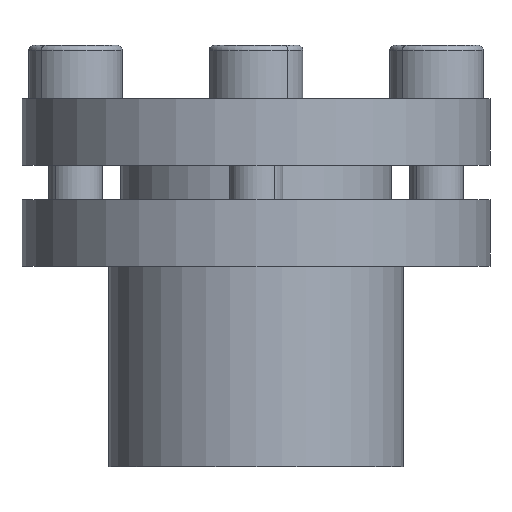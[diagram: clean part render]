
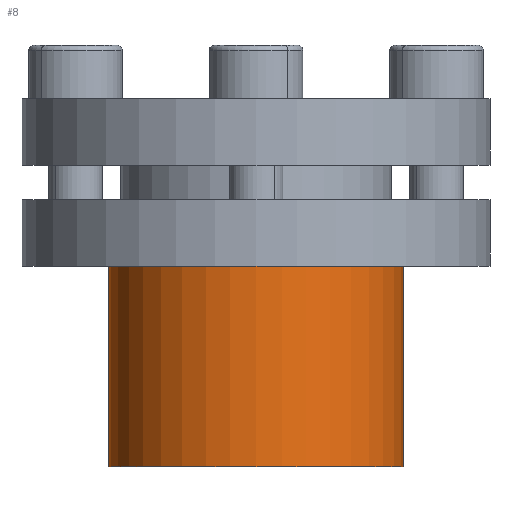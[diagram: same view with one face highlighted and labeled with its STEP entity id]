
A CAD part, front view. The second image highlights one B-rep face of the part: STEP entity #8.
In plain terms, the highlighted cylindrical face has radius 11 mm (diameter 22 mm), a partial arc.
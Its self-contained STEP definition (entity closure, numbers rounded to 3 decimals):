
#8 = ADVANCED_FACE ( 'NONE', ( #188 ), #189, .T. ) ;
#10 = VERTEX_POINT ( 'NONE', #203 ) ;
#19 = VERTEX_POINT ( 'NONE', #252 ) ;
#126 = ORIENTED_EDGE ( 'NONE', *, *, #1976, .F. ) ;
#182 = CIRCLE ( 'NONE', #183, 11. ) ;
#183 = AXIS2_PLACEMENT_3D ( 'NONE', #184, #185, #186 ) ;
#184 = CARTESIAN_POINT ( 'NONE',  ( 0., 0., -12.5 ) ) ;
#185 = DIRECTION ( 'NONE',  ( 0., 0., 1. ) ) ;
#186 = DIRECTION ( 'NONE',  ( 1., 0., 0. ) ) ;
#188 = FACE_OUTER_BOUND ( 'NONE', #2134, .T. ) ;
#189 = CYLINDRICAL_SURFACE ( 'NONE', #190, 11. ) ;
#190 = AXIS2_PLACEMENT_3D ( 'NONE', #191, #192, #193 ) ;
#191 = CARTESIAN_POINT ( 'NONE',  ( 0., 0., 0. ) ) ;
#192 = DIRECTION ( 'NONE',  ( 0., 0., 1. ) ) ;
#193 = DIRECTION ( 'NONE',  ( 1., 0., 0. ) ) ;
#203 = CARTESIAN_POINT ( 'NONE',  ( 11., 0., -27.5 ) ) ;
#252 = CARTESIAN_POINT ( 'NONE',  ( -11., 0., -27.5 ) ) ;
#340 = CIRCLE ( 'NONE', #341, 11. ) ;
#341 = AXIS2_PLACEMENT_3D ( 'NONE', #342, #343, #344 ) ;
#342 = CARTESIAN_POINT ( 'NONE',  ( 0., 0., -27.5 ) ) ;
#343 = DIRECTION ( 'NONE',  ( 0., 0., 1. ) ) ;
#344 = DIRECTION ( 'NONE',  ( 1., 0., 0. ) ) ;
#681 = LINE ( 'NONE', #682, #683 ) ;
#682 = CARTESIAN_POINT ( 'NONE',  ( 11., 0., 0. ) ) ;
#683 = VECTOR ( 'NONE', #684, 1000. ) ;
#684 = DIRECTION ( 'NONE',  ( 0., 0., 1. ) ) ;
#686 = CARTESIAN_POINT ( 'NONE',  ( 11., 0., -12.5 ) ) ;
#951 = LINE ( 'NONE', #952, #954 ) ;
#952 = CARTESIAN_POINT ( 'NONE',  ( -11., 0., 0. ) ) ;
#954 = VECTOR ( 'NONE', #955, 1000. ) ;
#955 = DIRECTION ( 'NONE',  ( 0., 0., 1. ) ) ;
#1047 = CARTESIAN_POINT ( 'NONE',  ( -11., 0., -12.5 ) ) ;
#1326 = ORIENTED_EDGE ( 'NONE', *, *, #1864, .F. ) ;
#1517 = EDGE_CURVE ( 'NONE', #10, #1551, #681, .T. ) ;
#1551 = VERTEX_POINT ( 'NONE', #686 ) ;
#1864 = EDGE_CURVE ( 'NONE', #19, #1894, #951, .T. ) ;
#1894 = VERTEX_POINT ( 'NONE', #1047 ) ;
#1909 = ORIENTED_EDGE ( 'NONE', *, *, #1517, .T. ) ;
#1976 = EDGE_CURVE ( 'NONE', #1894, #1551, #182, .T. ) ;
#2134 = EDGE_LOOP ( 'NONE', ( #1326, #2143, #1909, #126 ) ) ;
#2143 = ORIENTED_EDGE ( 'NONE', *, *, #2149, .T. ) ;
#2149 = EDGE_CURVE ( 'NONE', #19, #10, #340, .T. ) ;
